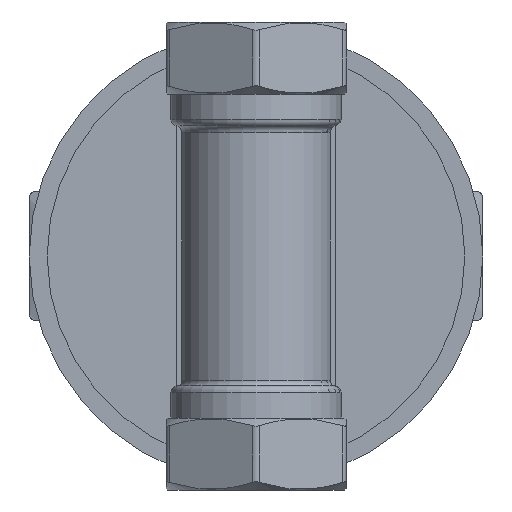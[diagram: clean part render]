
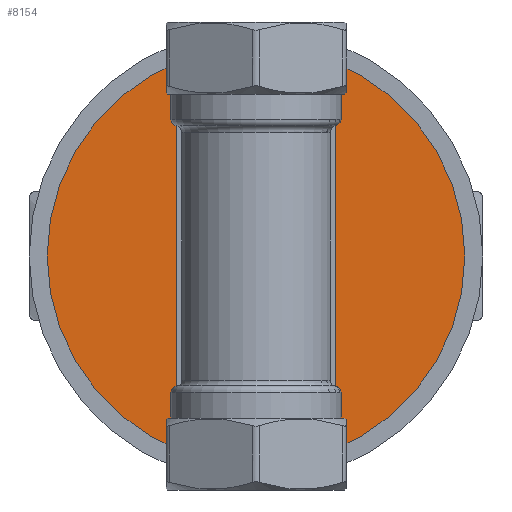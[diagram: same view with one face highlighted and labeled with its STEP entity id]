
A CAD part, front view. The second image highlights one B-rep face of the part: STEP entity #8154.
In plain terms, the highlighted planar face has unit normal (0, -1, 0).
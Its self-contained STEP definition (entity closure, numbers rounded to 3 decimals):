
#212=PLANE('',#8919);
#1693=FACE_OUTER_BOUND('',#2164,.T.);
#2164=EDGE_LOOP('',(#6465));
#2641=CIRCLE('',#8918,29.);
#3481=VERTEX_POINT('',#28072);
#4521=EDGE_CURVE('',#3481,#3481,#2641,.T.);
#6465=ORIENTED_EDGE('',*,*,#4521,.F.);
#8154=ADVANCED_FACE('',(#1693),#212,.F.);
#8918=AXIS2_PLACEMENT_3D('',#28074,#10466,#10467);
#8919=AXIS2_PLACEMENT_3D('',#28075,#10468,#10469);
#10466=DIRECTION('center_axis',(0.,1.,0.));
#10467=DIRECTION('ref_axis',(-1.,0.,0.));
#10468=DIRECTION('center_axis',(0.,1.,0.));
#10469=DIRECTION('ref_axis',(0.,0.,1.));
#28072=CARTESIAN_POINT('',(29.,0.,0.));
#28074=CARTESIAN_POINT('Origin',(0.,0.,0.));
#28075=CARTESIAN_POINT('Origin',(0.,0.,0.));
